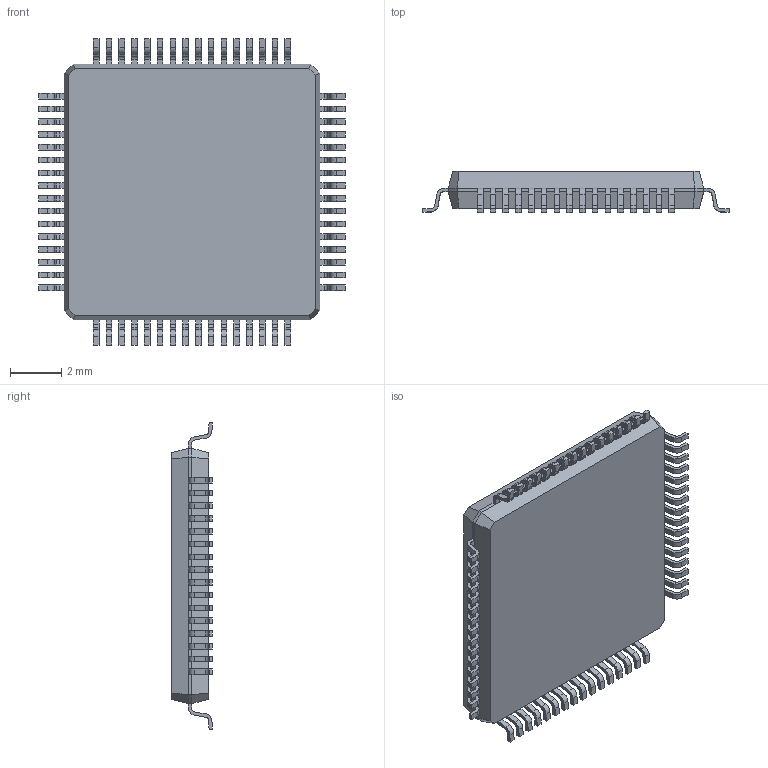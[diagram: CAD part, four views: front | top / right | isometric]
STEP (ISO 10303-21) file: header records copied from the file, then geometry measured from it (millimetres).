
FILE_DESCRIPTION (( 'STEP AP214' ), '1' );
FILE_NAME ('PM64.STEP', '2020-08-06T12:58:09', ( '' ), ( '' ), 'SwSTEP 2.0', 'SolidWorks 2017', '' );
FILE_SCHEMA (( 'AUTOMOTIVE_DESIGN' ));
Length unit declared in the file: millimetre
Products named in the file (1): PM64
Bounding box: 12 x 1.6 x 12 mm (x, y, z)
Volume: 142.9 mm3; surface area: 317.3 mm2
Topology: 66 solids, 66 shells, 929 faces, 2372 edges, 1576 vertices
Faces by surface type: plane 669, cylinder 260
Entity records: 28960 total; most frequent: CARTESIAN_POINT 4878, DIRECTION 4752, ORIENTED_EDGE 4744, EDGE_CURVE 2372, LINE 1852, VECTOR 1852, VERTEX_POINT 1576, AXIS2_PLACEMENT_3D 1450
